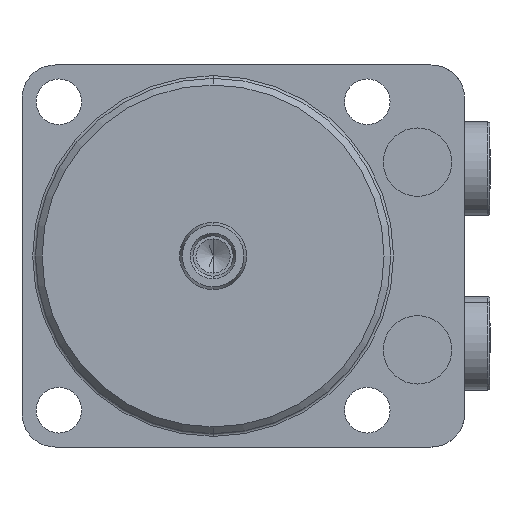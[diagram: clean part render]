
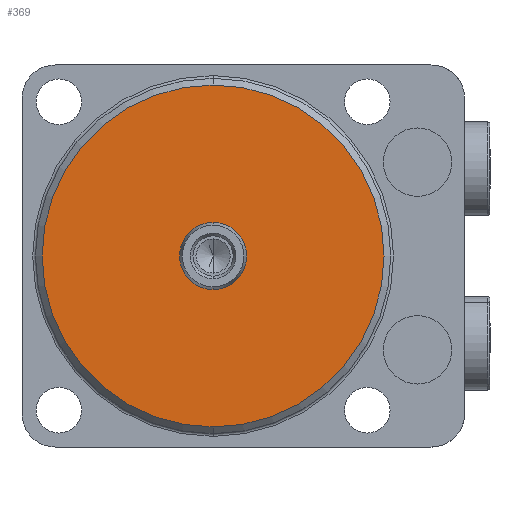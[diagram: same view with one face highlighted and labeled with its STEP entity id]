
A CAD part, front view. The second image highlights one B-rep face of the part: STEP entity #369.
In plain terms, the highlighted planar face has unit normal (0, -1, 0).
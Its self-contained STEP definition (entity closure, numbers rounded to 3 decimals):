
#179 = CIRCLE ( 'NONE', #4607, 25.5 ) ;
#180 = CIRCLE ( 'NONE', #4608, 5. ) ;
#280 = CIRCLE ( 'NONE', #4636, 25.5 ) ;
#369 = ADVANCED_FACE ( 'NONE', ( #1193, #1195 ), #2882, .F. ) ;
#820 = ORIENTED_EDGE ( 'NONE', *, *, #5316, .T. ) ;
#836 = ORIENTED_EDGE ( 'NONE', *, *, #5236, .T. ) ;
#852 = ORIENTED_EDGE ( 'NONE', *, *, #5248, .T. ) ;
#1014 = ORIENTED_EDGE ( 'NONE', *, *, #5315, .T. ) ;
#1193 = FACE_BOUND ( 'NONE', #1528, .T. ) ;
#1195 = FACE_OUTER_BOUND ( 'NONE', #1523, .T. ) ;
#1523 = EDGE_LOOP ( 'NONE', ( #820, #852 ) ) ;
#1528 = EDGE_LOOP ( 'NONE', ( #1014, #836 ) ) ;
#1778 = VERTEX_POINT ( 'NONE', #2495 ) ;
#1782 = VERTEX_POINT ( 'NONE', #2488 ) ;
#1798 = VERTEX_POINT ( 'NONE', #2468 ) ;
#1799 = VERTEX_POINT ( 'NONE', #2467 ) ;
#2189 = DIRECTION ( 'NONE',  ( 0., 0., 1. ) ) ;
#2191 = DIRECTION ( 'NONE',  ( 0., -1., 0. ) ) ;
#2192 = CARTESIAN_POINT ( 'NONE',  ( 0., 0., 0. ) ) ;
#2194 = DIRECTION ( 'NONE',  ( 0., 0., 1. ) ) ;
#2195 = DIRECTION ( 'NONE',  ( 0., 1., 0. ) ) ;
#2196 = CARTESIAN_POINT ( 'NONE',  ( 0., 0., 0. ) ) ;
#2467 = CARTESIAN_POINT ( 'NONE',  ( 0., 0., -5. ) ) ;
#2468 = CARTESIAN_POINT ( 'NONE',  ( 0., 0., 5. ) ) ;
#2488 = CARTESIAN_POINT ( 'NONE',  ( 0., 0., -25.5 ) ) ;
#2495 = CARTESIAN_POINT ( 'NONE',  ( 0., 0., 25.5 ) ) ;
#2876 = DIRECTION ( 'NONE',  ( 0., 0., 1. ) ) ;
#2879 = DIRECTION ( 'NONE',  ( 0., 1., 0. ) ) ;
#2882 = PLANE ( 'NONE',  #4980 ) ;
#2888 = CARTESIAN_POINT ( 'NONE',  ( -28.5, 0., 28.5 ) ) ;
#4089 = DIRECTION ( 'NONE',  ( 0., 0., 1. ) ) ;
#4090 = DIRECTION ( 'NONE',  ( 0., -1., 0. ) ) ;
#4091 = CARTESIAN_POINT ( 'NONE',  ( 0., 0., 0. ) ) ;
#4136 = DIRECTION ( 'NONE',  ( 0., 0., 1. ) ) ;
#4138 = DIRECTION ( 'NONE',  ( 0., 1., 0. ) ) ;
#4139 = CARTESIAN_POINT ( 'NONE',  ( 0., 0., 0. ) ) ;
#4607 = AXIS2_PLACEMENT_3D ( 'NONE', #2192, #2191, #2189 ) ;
#4608 = AXIS2_PLACEMENT_3D ( 'NONE', #2196, #2195, #2194 ) ;
#4636 = AXIS2_PLACEMENT_3D ( 'NONE', #4091, #4090, #4089 ) ;
#4645 = AXIS2_PLACEMENT_3D ( 'NONE', #4139, #4138, #4136 ) ;
#4980 = AXIS2_PLACEMENT_3D ( 'NONE', #2888, #2879, #2876 ) ;
#5236 = EDGE_CURVE ( 'NONE', #1799, #1798, #5347, .T. ) ;
#5248 = EDGE_CURVE ( 'NONE', #1782, #1778, #280, .T. ) ;
#5315 = EDGE_CURVE ( 'NONE', #1798, #1799, #180, .T. ) ;
#5316 = EDGE_CURVE ( 'NONE', #1778, #1782, #179, .T. ) ;
#5347 = CIRCLE ( 'NONE', #4645, 5. ) ;
